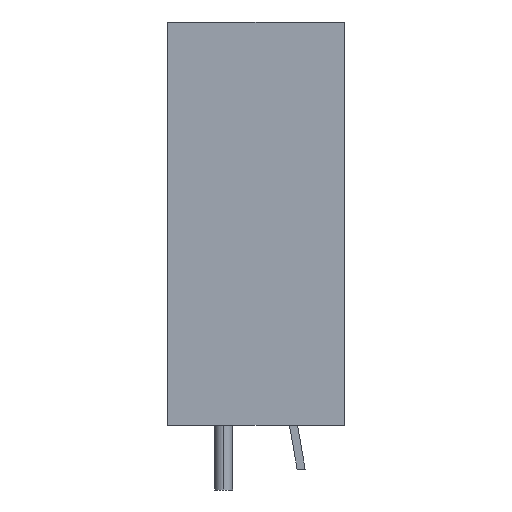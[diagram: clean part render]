
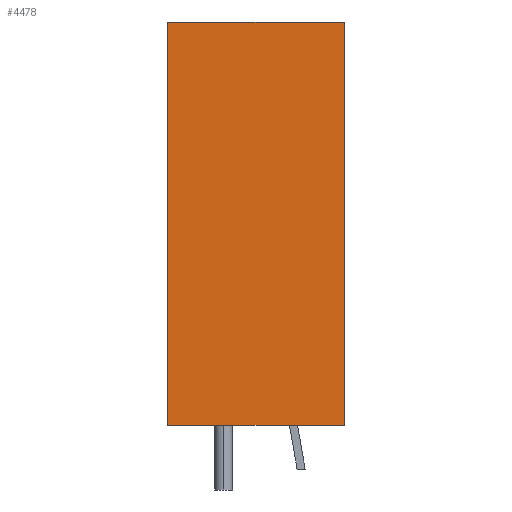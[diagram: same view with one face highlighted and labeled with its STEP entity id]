
A CAD part, left-side view. The second image highlights one B-rep face of the part: STEP entity #4478.
In plain terms, the highlighted planar face has unit normal (-1, 0, 0).
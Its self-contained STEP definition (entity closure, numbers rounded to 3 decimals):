
#72 = CARTESIAN_POINT ( 'NONE',  ( -7.5, -5.455, 12.5 ) ) ;
#794 = CARTESIAN_POINT ( 'NONE',  ( -7.5, 5.455, 12.5 ) ) ;
#833 = FACE_OUTER_BOUND ( 'NONE', #8306, .T. ) ;
#1423 = VERTEX_POINT ( 'NONE', #7724 ) ;
#1426 = CARTESIAN_POINT ( 'NONE',  ( -7.5, -5.455, 12.5 ) ) ;
#1477 = LINE ( 'NONE', #1426, #9008 ) ;
#2087 = VECTOR ( 'NONE', #3823, 1000. ) ;
#2320 = LINE ( 'NONE', #72, #2087 ) ;
#2675 = EDGE_CURVE ( 'NONE', #8764, #3041, #3717, .T. ) ;
#2948 = LINE ( 'NONE', #3760, #5137 ) ;
#3041 = VERTEX_POINT ( 'NONE', #6430 ) ;
#3378 = CARTESIAN_POINT ( 'NONE',  ( -7.5, 5.455, 12.5 ) ) ;
#3717 = LINE ( 'NONE', #794, #8568 ) ;
#3760 = CARTESIAN_POINT ( 'NONE',  ( -7.5, -5.455, -12.5 ) ) ;
#3823 = DIRECTION ( 'NONE',  ( 0., -1., 0. ) ) ;
#4478 = ADVANCED_FACE ( 'NONE', ( #833 ), #8180, .F. ) ;
#4916 = CARTESIAN_POINT ( 'NONE',  ( -7.5, -5.455, -12.5 ) ) ;
#5092 = EDGE_CURVE ( 'NONE', #8764, #1423, #2320, .T. ) ;
#5137 = VECTOR ( 'NONE', #5878, 1000. ) ;
#5259 = DIRECTION ( 'NONE',  ( 1., 0., 0. ) ) ;
#5321 = ORIENTED_EDGE ( 'NONE', *, *, #2675, .T. ) ;
#5590 = ORIENTED_EDGE ( 'NONE', *, *, #7448, .F. ) ;
#5769 = VERTEX_POINT ( 'NONE', #4916 ) ;
#5837 = DIRECTION ( 'NONE',  ( 0., 0., -1. ) ) ;
#5878 = DIRECTION ( 'NONE',  ( 0., -1., 0. ) ) ;
#6430 = CARTESIAN_POINT ( 'NONE',  ( -7.5, 5.455, -12.5 ) ) ;
#6710 = CARTESIAN_POINT ( 'NONE',  ( -7.5, -5.455, 12.5 ) ) ;
#7448 = EDGE_CURVE ( 'NONE', #1423, #5769, #1477, .T. ) ;
#7564 = EDGE_CURVE ( 'NONE', #3041, #5769, #2948, .T. ) ;
#7724 = CARTESIAN_POINT ( 'NONE',  ( -7.5, -5.455, 12.5 ) ) ;
#8180 = PLANE ( 'NONE',  #8325 ) ;
#8306 = EDGE_LOOP ( 'NONE', ( #8585, #5590, #8514, #5321 ) ) ;
#8325 = AXIS2_PLACEMENT_3D ( 'NONE', #6710, #5259, #5837 ) ;
#8514 = ORIENTED_EDGE ( 'NONE', *, *, #5092, .F. ) ;
#8568 = VECTOR ( 'NONE', #8912, 1000. ) ;
#8585 = ORIENTED_EDGE ( 'NONE', *, *, #7564, .T. ) ;
#8764 = VERTEX_POINT ( 'NONE', #3378 ) ;
#8812 = DIRECTION ( 'NONE',  ( 0., 0., -1. ) ) ;
#8912 = DIRECTION ( 'NONE',  ( 0., 0., -1. ) ) ;
#9008 = VECTOR ( 'NONE', #8812, 1000. ) ;
